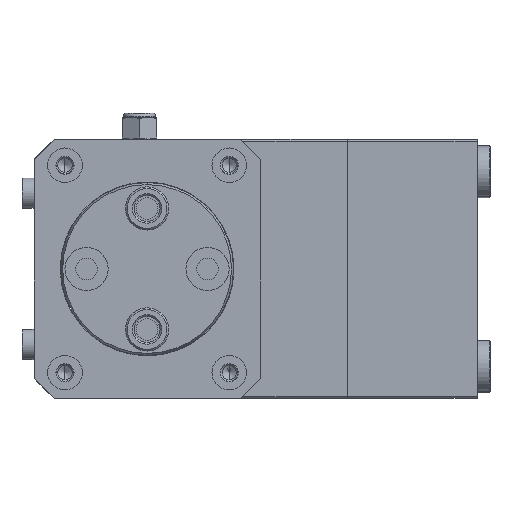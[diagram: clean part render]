
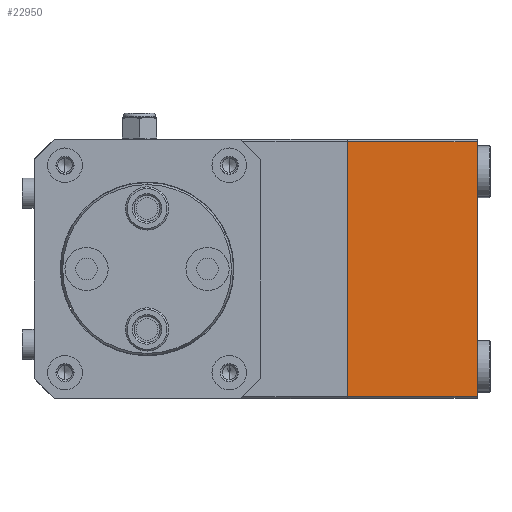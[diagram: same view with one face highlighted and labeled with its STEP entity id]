
A CAD part, left-side view. The second image highlights one B-rep face of the part: STEP entity #22950.
In plain terms, the highlighted face is planar.
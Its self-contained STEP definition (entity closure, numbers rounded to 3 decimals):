
#46 = VERTEX_POINT ( 'NONE', #35164 ) ;
#812 = CARTESIAN_POINT ( 'NONE',  ( 50., -29.4, 29.9 ) ) ;
#2221 = CARTESIAN_POINT ( 'NONE',  ( 50., -29.4, 0. ) ) ;
#2953 = LINE ( 'NONE', #35043, #22403 ) ;
#4682 = LINE ( 'NONE', #6976, #34647 ) ;
#5004 = ORIENTED_EDGE ( 'NONE', *, *, #11563, .T. ) ;
#5578 = CARTESIAN_POINT ( 'NONE',  ( 50., 29.4, 29.9 ) ) ;
#6089 = AXIS2_PLACEMENT_3D ( 'NONE', #9158, #32603, #15226 ) ;
#6564 = FACE_OUTER_BOUND ( 'NONE', #33373, .T. ) ;
#6976 = CARTESIAN_POINT ( 'NONE',  ( 50., 29.9, 29.9 ) ) ;
#7100 = LINE ( 'NONE', #5578, #29783 ) ;
#7476 = CARTESIAN_POINT ( 'NONE',  ( 50., 29.4, 29.9 ) ) ;
#9158 = CARTESIAN_POINT ( 'NONE',  ( 50., 29.9, 29.9 ) ) ;
#10457 = LINE ( 'NONE', #22485, #31290 ) ;
#10526 = DIRECTION ( 'NONE',  ( 0., 0., 1. ) ) ;
#11563 = EDGE_CURVE ( 'NONE', #19689, #18757, #2953, .T. ) ;
#13511 = ORIENTED_EDGE ( 'NONE', *, *, #26963, .F. ) ;
#15226 = DIRECTION ( 'NONE',  ( 0., -1., 0. ) ) ;
#15800 = DIRECTION ( 'NONE',  ( 0., 1., 0. ) ) ;
#18415 = ORIENTED_EDGE ( 'NONE', *, *, #28034, .T. ) ;
#18757 = VERTEX_POINT ( 'NONE', #2221 ) ;
#19531 = EDGE_CURVE ( 'NONE', #46, #33949, #7100, .T. ) ;
#19689 = VERTEX_POINT ( 'NONE', #812 ) ;
#22403 = VECTOR ( 'NONE', #29698, 1000. ) ;
#22485 = CARTESIAN_POINT ( 'NONE',  ( 50., 29.9, 0. ) ) ;
#22950 = ADVANCED_FACE ( 'NONE', ( #6564 ), #29915, .F. ) ;
#26963 = EDGE_CURVE ( 'NONE', #19689, #33949, #4682, .T. ) ;
#28034 = EDGE_CURVE ( 'NONE', #18757, #46, #10457, .T. ) ;
#29698 = DIRECTION ( 'NONE',  ( 0., 0., -1. ) ) ;
#29783 = VECTOR ( 'NONE', #10526, 1000. ) ;
#29915 = PLANE ( 'NONE',  #6089 ) ;
#31290 = VECTOR ( 'NONE', #37274, 1000. ) ;
#32603 = DIRECTION ( 'NONE',  ( -1., 0., 0. ) ) ;
#33373 = EDGE_LOOP ( 'NONE', ( #13511, #5004, #18415, #34799 ) ) ;
#33949 = VERTEX_POINT ( 'NONE', #7476 ) ;
#34647 = VECTOR ( 'NONE', #15800, 1000. ) ;
#34799 = ORIENTED_EDGE ( 'NONE', *, *, #19531, .T. ) ;
#35043 = CARTESIAN_POINT ( 'NONE',  ( 50., -29.4, 29.9 ) ) ;
#35164 = CARTESIAN_POINT ( 'NONE',  ( 50., 29.4, 0. ) ) ;
#37274 = DIRECTION ( 'NONE',  ( 0., 1., 0. ) ) ;
